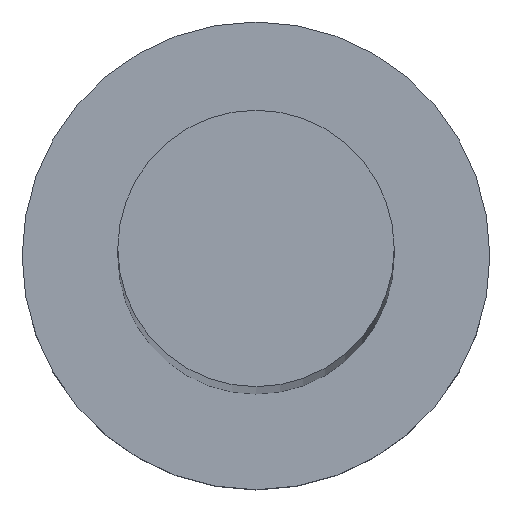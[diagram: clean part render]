
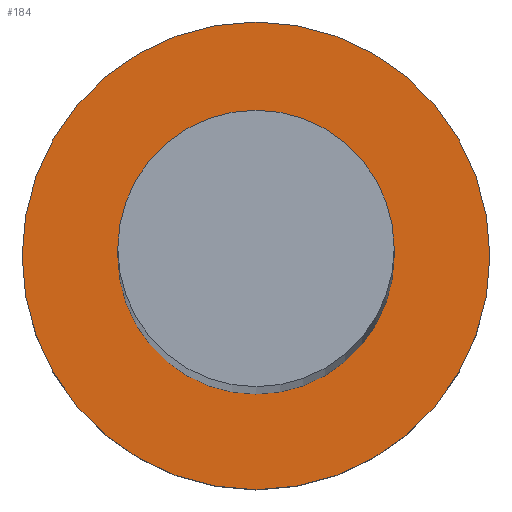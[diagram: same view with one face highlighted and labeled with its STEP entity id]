
A CAD part, top view. The second image highlights one B-rep face of the part: STEP entity #184.
In plain terms, the highlighted planar face has unit normal (0, 0, 1).
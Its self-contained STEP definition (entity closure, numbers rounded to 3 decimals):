
#1 = EDGE_LOOP ( 'NONE', ( #183, #89 ) ) ;
#5 = CARTESIAN_POINT ( 'NONE',  ( 0., 0., 7. ) ) ;
#9 = AXIS2_PLACEMENT_3D ( 'NONE', #98, #250, #154 ) ;
#15 = DIRECTION ( 'NONE',  ( 1., 0., 0. ) ) ;
#20 = EDGE_CURVE ( 'NONE', #124, #145, #137, .T. ) ;
#26 = DIRECTION ( 'NONE',  ( 0., 0., 1. ) ) ;
#38 = CARTESIAN_POINT ( 'NONE',  ( 6.5, 0., 7. ) ) ;
#40 = FACE_BOUND ( 'NONE', #1, .T. ) ;
#54 = AXIS2_PLACEMENT_3D ( 'NONE', #175, #131, #15 ) ;
#55 = DIRECTION ( 'NONE',  ( 0., 0., 1. ) ) ;
#63 = ORIENTED_EDGE ( 'NONE', *, *, #20, .T. ) ;
#68 = CIRCLE ( 'NONE', #187, 6.5 ) ;
#73 = DIRECTION ( 'NONE',  ( 0., 0., 1. ) ) ;
#74 = AXIS2_PLACEMENT_3D ( 'NONE', #185, #73, #164 ) ;
#89 = ORIENTED_EDGE ( 'NONE', *, *, #128, .F. ) ;
#98 = CARTESIAN_POINT ( 'NONE',  ( 0., 0., 7. ) ) ;
#101 = CARTESIAN_POINT ( 'NONE',  ( -11., 0., 7. ) ) ;
#103 = ORIENTED_EDGE ( 'NONE', *, *, #199, .T. ) ;
#106 = VERTEX_POINT ( 'NONE', #38 ) ;
#107 = EDGE_LOOP ( 'NONE', ( #63, #103 ) ) ;
#119 = FACE_OUTER_BOUND ( 'NONE', #107, .T. ) ;
#124 = VERTEX_POINT ( 'NONE', #101 ) ;
#128 = EDGE_CURVE ( 'NONE', #106, #182, #226, .T. ) ;
#131 = DIRECTION ( 'NONE',  ( 0., 0., 1. ) ) ;
#137 = CIRCLE ( 'NONE', #196, 11. ) ;
#144 = CIRCLE ( 'NONE', #74, 11. ) ;
#145 = VERTEX_POINT ( 'NONE', #189 ) ;
#154 = DIRECTION ( 'NONE',  ( 1., 0., 0. ) ) ;
#164 = DIRECTION ( 'NONE',  ( 1., 0., 0. ) ) ;
#175 = CARTESIAN_POINT ( 'NONE',  ( 0., 0., 7. ) ) ;
#182 = VERTEX_POINT ( 'NONE', #211 ) ;
#183 = ORIENTED_EDGE ( 'NONE', *, *, #191, .F. ) ;
#184 = ADVANCED_FACE ( 'NONE', ( #40, #119 ), #193, .T. ) ;
#185 = CARTESIAN_POINT ( 'NONE',  ( 0., 0., 7. ) ) ;
#187 = AXIS2_PLACEMENT_3D ( 'NONE', #249, #55, #220 ) ;
#189 = CARTESIAN_POINT ( 'NONE',  ( 11., 0., 7. ) ) ;
#191 = EDGE_CURVE ( 'NONE', #182, #106, #68, .T. ) ;
#193 = PLANE ( 'NONE',  #54 ) ;
#196 = AXIS2_PLACEMENT_3D ( 'NONE', #5, #26, #254 ) ;
#199 = EDGE_CURVE ( 'NONE', #145, #124, #144, .T. ) ;
#211 = CARTESIAN_POINT ( 'NONE',  ( -6.5, 0., 7. ) ) ;
#220 = DIRECTION ( 'NONE',  ( 1., 0., 0. ) ) ;
#226 = CIRCLE ( 'NONE', #9, 6.5 ) ;
#249 = CARTESIAN_POINT ( 'NONE',  ( 0., 0., 7. ) ) ;
#250 = DIRECTION ( 'NONE',  ( 0., 0., 1. ) ) ;
#254 = DIRECTION ( 'NONE',  ( 1., 0., 0. ) ) ;
